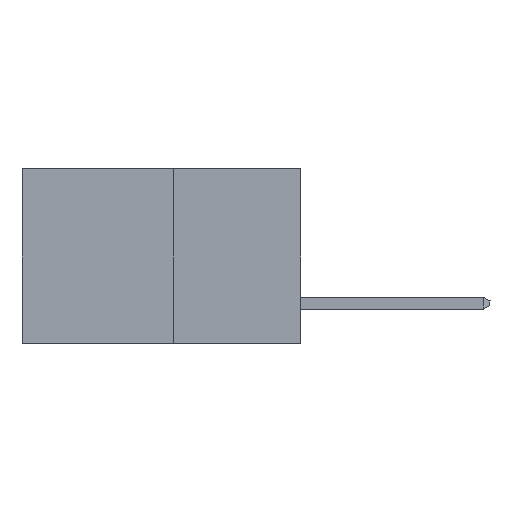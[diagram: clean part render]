
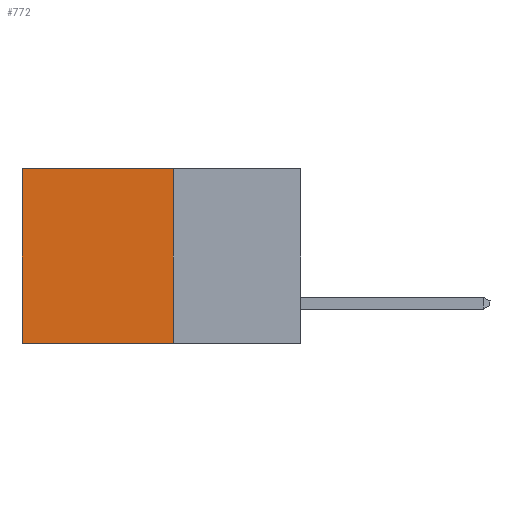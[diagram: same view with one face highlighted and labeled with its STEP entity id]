
A CAD part, left-side view. The second image highlights one B-rep face of the part: STEP entity #772.
In plain terms, the highlighted planar face has unit normal (-1, 0, 0).
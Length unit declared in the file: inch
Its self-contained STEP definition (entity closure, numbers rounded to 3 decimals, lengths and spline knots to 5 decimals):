
#246 = LINE ( 'NONE', #2911, #9313 ) ;
#440 = VERTEX_POINT ( 'NONE', #1132 ) ;
#772 = ADVANCED_FACE ( 'NONE', ( #8689 ), #8943, .F. ) ;
#1132 = CARTESIAN_POINT ( 'NONE',  ( 0.277, 0.27, -0.37 ) ) ;
#1477 = VERTEX_POINT ( 'NONE', #6348 ) ;
#1633 = VECTOR ( 'NONE', #8730, 39.37008 ) ;
#2911 = CARTESIAN_POINT ( 'NONE',  ( 0.277, 0.27, -0.37 ) ) ;
#3265 = EDGE_LOOP ( 'NONE', ( #14799, #13398, #12501, #9867 ) ) ;
#3973 = DIRECTION ( 'NONE',  ( 0., 0., -1. ) ) ;
#3983 = DIRECTION ( 'NONE',  ( 0., 0., -1. ) ) ;
#3988 = DIRECTION ( 'NONE',  ( 1., 0., 0. ) ) ;
#4189 = LINE ( 'NONE', #12100, #6966 ) ;
#5455 = CARTESIAN_POINT ( 'NONE',  ( 0.277, 0.27, -0.37 ) ) ;
#6348 = CARTESIAN_POINT ( 'NONE',  ( 0.277, 0.59, 0. ) ) ;
#6966 = VECTOR ( 'NONE', #8773, 39.37008 ) ;
#7066 = VECTOR ( 'NONE', #3973, 39.37008 ) ;
#7422 = LINE ( 'NONE', #9708, #7066 ) ;
#7469 = VERTEX_POINT ( 'NONE', #13298 ) ;
#7633 = CARTESIAN_POINT ( 'NONE',  ( 0.277, 0.27, 0. ) ) ;
#8679 = AXIS2_PLACEMENT_3D ( 'NONE', #5455, #3988, #3983 ) ;
#8689 = FACE_OUTER_BOUND ( 'NONE', #3265, .T. ) ;
#8730 = DIRECTION ( 'NONE',  ( 0., 1., 0. ) ) ;
#8773 = DIRECTION ( 'NONE',  ( 0., 0., -1. ) ) ;
#8943 = PLANE ( 'NONE',  #8679 ) ;
#9027 = EDGE_CURVE ( 'NONE', #1477, #7469, #7422, .T. ) ;
#9190 = EDGE_CURVE ( 'NONE', #13661, #1477, #10898, .T. ) ;
#9313 = VECTOR ( 'NONE', #12054, 39.37008 ) ;
#9708 = CARTESIAN_POINT ( 'NONE',  ( 0.277, 0.59, -0.37 ) ) ;
#9867 = ORIENTED_EDGE ( 'NONE', *, *, #9190, .T. ) ;
#10898 = LINE ( 'NONE', #7633, #1633 ) ;
#11610 = EDGE_CURVE ( 'NONE', #440, #7469, #246, .T. ) ;
#12054 = DIRECTION ( 'NONE',  ( 0., 1., 0. ) ) ;
#12100 = CARTESIAN_POINT ( 'NONE',  ( 0.277, 0.27, -0.37 ) ) ;
#12501 = ORIENTED_EDGE ( 'NONE', *, *, #14526, .F. ) ;
#12907 = CARTESIAN_POINT ( 'NONE',  ( 0.277, 0.27, 0. ) ) ;
#13298 = CARTESIAN_POINT ( 'NONE',  ( 0.277, 0.59, -0.37 ) ) ;
#13398 = ORIENTED_EDGE ( 'NONE', *, *, #11610, .F. ) ;
#13661 = VERTEX_POINT ( 'NONE', #12907 ) ;
#14526 = EDGE_CURVE ( 'NONE', #13661, #440, #4189, .T. ) ;
#14799 = ORIENTED_EDGE ( 'NONE', *, *, #9027, .T. ) ;
